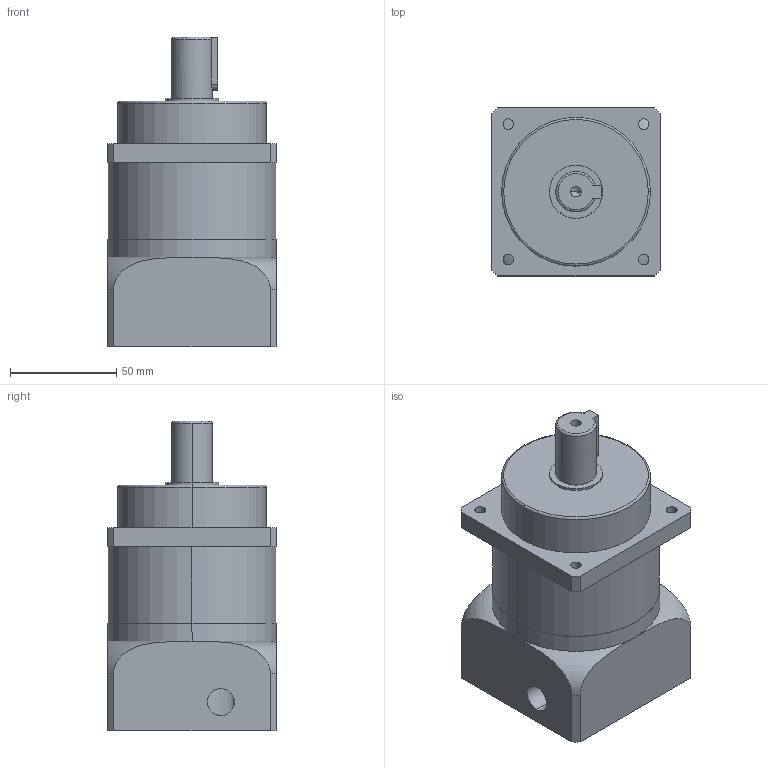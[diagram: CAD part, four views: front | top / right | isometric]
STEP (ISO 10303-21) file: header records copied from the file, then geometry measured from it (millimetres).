
FILE_DESCRIPTION (( 'STEP AP214' ), '1' );
FILE_NAME ('DN080-L1-XX-19-70-90-M6_2019.STEP', '2019-03-13T11:39:24', ( 'Y' ), ( 'NCU' ), 'SwSTEP 2.0', 'SolidWorks 2016', '' );
FILE_SCHEMA (( 'AUTOMOTIVE_DESIGN' ));
Length unit declared in the file: millimetre
Products named in the file (1): DN080-L1-XX-19-70-90-M6_2019
Bounding box: 79 x 79 x 145.5 mm (x, y, z)
Volume: 546920.3 mm3; surface area: 67712.6 mm2
Topology: 1 solids, 5 shells, 174 faces, 414 edges, 262 vertices
Faces by surface type: cylinder 79, plane 70, cone 18, torus 7
Entity records: 6156 total; most frequent: CARTESIAN_POINT 1310, DIRECTION 913, ORIENTED_EDGE 808, EDGE_CURVE 404, AXIS2_PLACEMENT_3D 350, VERTEX_POINT 262, VECTOR 213, LINE 213
